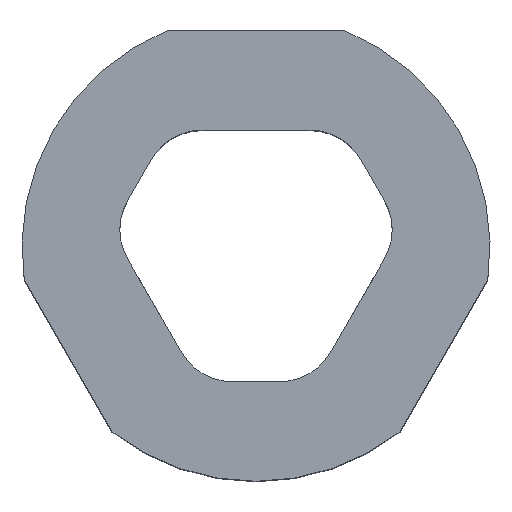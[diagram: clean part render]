
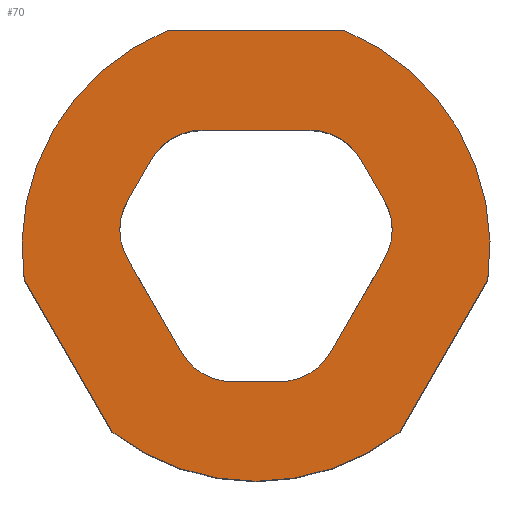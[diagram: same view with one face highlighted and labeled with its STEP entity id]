
A CAD part, top view. The second image highlights one B-rep face of the part: STEP entity #70.
In plain terms, the highlighted planar face has unit normal (0, 0, 1).
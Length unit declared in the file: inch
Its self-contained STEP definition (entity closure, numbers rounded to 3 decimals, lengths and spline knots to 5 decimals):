
#70=ADVANCED_FACE('',(#108,#109),#96,.T.);
#96=PLANE('',#554);
#108=FACE_BOUND('',#142,.T.);
#109=FACE_BOUND('',#143,.T.);
#142=EDGE_LOOP('',(#234,#235,#236,#237,#238,#239,#240,#241,#242,#243,#244,
#245));
#143=EDGE_LOOP('',(#246,#247,#248,#249,#250,#251));
#195=CIRCLE('',#545,0.5);
#196=CIRCLE('',#546,0.5);
#197=CIRCLE('',#547,0.5);
#198=CIRCLE('',#548,0.5);
#199=CIRCLE('',#549,0.5);
#200=CIRCLE('',#550,0.5);
#201=CIRCLE('',#551,2.);
#202=CIRCLE('',#552,2.);
#203=CIRCLE('',#553,2.);
#234=ORIENTED_EDGE('',*,*,#414,.F.);
#235=ORIENTED_EDGE('',*,*,#415,.T.);
#236=ORIENTED_EDGE('',*,*,#416,.T.);
#237=ORIENTED_EDGE('',*,*,#417,.T.);
#238=ORIENTED_EDGE('',*,*,#418,.F.);
#239=ORIENTED_EDGE('',*,*,#419,.T.);
#240=ORIENTED_EDGE('',*,*,#420,.T.);
#241=ORIENTED_EDGE('',*,*,#421,.T.);
#242=ORIENTED_EDGE('',*,*,#422,.F.);
#243=ORIENTED_EDGE('',*,*,#423,.T.);
#244=ORIENTED_EDGE('',*,*,#424,.T.);
#245=ORIENTED_EDGE('',*,*,#425,.T.);
#246=ORIENTED_EDGE('',*,*,#426,.F.);
#247=ORIENTED_EDGE('',*,*,#427,.T.);
#248=ORIENTED_EDGE('',*,*,#428,.F.);
#249=ORIENTED_EDGE('',*,*,#429,.T.);
#250=ORIENTED_EDGE('',*,*,#430,.F.);
#251=ORIENTED_EDGE('',*,*,#431,.F.);
#366=VERTEX_POINT('',#780);
#367=VERTEX_POINT('',#781);
#368=VERTEX_POINT('',#783);
#369=VERTEX_POINT('',#785);
#370=VERTEX_POINT('',#787);
#371=VERTEX_POINT('',#789);
#372=VERTEX_POINT('',#791);
#373=VERTEX_POINT('',#793);
#374=VERTEX_POINT('',#795);
#375=VERTEX_POINT('',#797);
#376=VERTEX_POINT('',#799);
#377=VERTEX_POINT('',#801);
#378=VERTEX_POINT('',#804);
#379=VERTEX_POINT('',#805);
#380=VERTEX_POINT('',#807);
#381=VERTEX_POINT('',#809);
#382=VERTEX_POINT('',#811);
#383=VERTEX_POINT('',#813);
#414=EDGE_CURVE('',#366,#367,#471,.T.);
#415=EDGE_CURVE('',#366,#368,#195,.T.);
#416=EDGE_CURVE('',#368,#369,#472,.T.);
#417=EDGE_CURVE('',#369,#370,#196,.T.);
#418=EDGE_CURVE('',#371,#370,#473,.T.);
#419=EDGE_CURVE('',#371,#372,#197,.T.);
#420=EDGE_CURVE('',#372,#373,#474,.T.);
#421=EDGE_CURVE('',#373,#374,#198,.T.);
#422=EDGE_CURVE('',#375,#374,#475,.T.);
#423=EDGE_CURVE('',#375,#376,#199,.T.);
#424=EDGE_CURVE('',#376,#377,#476,.T.);
#425=EDGE_CURVE('',#377,#367,#200,.T.);
#426=EDGE_CURVE('',#378,#379,#477,.T.);
#427=EDGE_CURVE('',#378,#380,#201,.T.);
#428=EDGE_CURVE('',#381,#380,#478,.T.);
#429=EDGE_CURVE('',#381,#382,#202,.T.);
#430=EDGE_CURVE('',#383,#382,#479,.T.);
#431=EDGE_CURVE('',#379,#383,#203,.T.);
#471=LINE('',#779,#507);
#472=LINE('',#784,#508);
#473=LINE('',#788,#509);
#474=LINE('',#792,#510);
#475=LINE('',#796,#511);
#476=LINE('',#800,#512);
#477=LINE('',#803,#513);
#478=LINE('',#808,#514);
#479=LINE('',#812,#515);
#507=VECTOR('',#622,1.);
#508=VECTOR('',#625,1.);
#509=VECTOR('',#628,1.);
#510=VECTOR('',#631,1.);
#511=VECTOR('',#634,1.);
#512=VECTOR('',#637,1.);
#513=VECTOR('',#640,1.);
#514=VECTOR('',#643,1.);
#515=VECTOR('',#646,1.);
#545=AXIS2_PLACEMENT_3D('',#782,#623,#624);
#546=AXIS2_PLACEMENT_3D('',#786,#626,#627);
#547=AXIS2_PLACEMENT_3D('',#790,#629,#630);
#548=AXIS2_PLACEMENT_3D('',#794,#632,#633);
#549=AXIS2_PLACEMENT_3D('',#798,#635,#636);
#550=AXIS2_PLACEMENT_3D('',#802,#638,#639);
#551=AXIS2_PLACEMENT_3D('',#806,#641,#642);
#552=AXIS2_PLACEMENT_3D('',#810,#644,#645);
#553=AXIS2_PLACEMENT_3D('',#814,#647,#648);
#554=AXIS2_PLACEMENT_3D('',#815,#649,#650);
#622=DIRECTION('',(-0.5,-0.866,0.));
#623=DIRECTION('',(0.,0.,-1.));
#624=DIRECTION('',(1.,0.,0.));
#625=DIRECTION('',(1.,0.,0.));
#626=DIRECTION('',(0.,0.,-1.));
#627=DIRECTION('',(1.,0.,0.));
#628=DIRECTION('',(-0.5,0.866,0.));
#629=DIRECTION('',(0.,0.,-1.));
#630=DIRECTION('',(1.,0.,0.));
#631=DIRECTION('',(-0.5,-0.866,0.));
#632=DIRECTION('',(0.,0.,-1.));
#633=DIRECTION('',(1.,0.,0.));
#634=DIRECTION('',(1.,0.,0.));
#635=DIRECTION('',(0.,0.,-1.));
#636=DIRECTION('',(1.,0.,0.));
#637=DIRECTION('',(-0.5,0.866,0.));
#638=DIRECTION('',(0.,0.,-1.));
#639=DIRECTION('',(1.,0.,0.));
#640=DIRECTION('',(1.,0.,0.));
#641=DIRECTION('',(0.,0.,1.));
#642=DIRECTION('',(1.,0.,0.));
#643=DIRECTION('',(-0.5,0.866,0.));
#644=DIRECTION('',(0.,0.,1.));
#645=DIRECTION('',(1.,0.,0.));
#646=DIRECTION('',(-0.5,-0.866,0.));
#647=DIRECTION('',(0.,0.,-1.));
#648=DIRECTION('',(1.,0.,0.));
#649=DIRECTION('',(0.,0.,1.));
#650=DIRECTION('',(1.,0.,0.));
#779=CARTESIAN_POINT('',(-1.24103,0.14952,1.));
#780=CARTESIAN_POINT('',(-0.89434,0.75,1.));
#781=CARTESIAN_POINT('',(-1.09669,0.39952,1.));
#782=CARTESIAN_POINT('',(-0.46132,0.5,1.));
#783=CARTESIAN_POINT('',(-0.46132,1.,1.));
#784=CARTESIAN_POINT('',(-0.75,1.,1.));
#785=CARTESIAN_POINT('',(0.46132,1.,1.));
#786=CARTESIAN_POINT('',(0.46132,0.5,1.));
#787=CARTESIAN_POINT('',(0.89434,0.75,1.));
#788=CARTESIAN_POINT('',(0.75,1.,1.));
#789=CARTESIAN_POINT('',(1.09669,0.39952,1.));
#790=CARTESIAN_POINT('',(0.66368,0.14952,1.));
#791=CARTESIAN_POINT('',(1.09669,-0.10048,1.));
#792=CARTESIAN_POINT('',(1.24103,0.14952,1.));
#793=CARTESIAN_POINT('',(0.63536,-0.89952,1.));
#794=CARTESIAN_POINT('',(0.20235,-0.64952,1.));
#795=CARTESIAN_POINT('',(0.20235,-1.14952,1.));
#796=CARTESIAN_POINT('',(0.49103,-1.14952,1.));
#797=CARTESIAN_POINT('',(-0.20235,-1.14952,1.));
#798=CARTESIAN_POINT('',(-0.20235,-0.64952,1.));
#799=CARTESIAN_POINT('',(-0.63536,-0.89952,1.));
#800=CARTESIAN_POINT('',(-0.49103,-1.14952,1.));
#801=CARTESIAN_POINT('',(-1.09669,-0.10048,1.));
#802=CARTESIAN_POINT('',(-0.66368,0.14952,1.));
#803=CARTESIAN_POINT('',(0.75,1.85405,1.));
#804=CARTESIAN_POINT('',(-0.75,1.85405,1.));
#805=CARTESIAN_POINT('',(0.75,1.85405,1.));
#806=CARTESIAN_POINT('',(0.,0.,1.));
#807=CARTESIAN_POINT('',(-1.98065,-0.27751,1.));
#808=CARTESIAN_POINT('',(-1.98065,-0.27751,1.));
#809=CARTESIAN_POINT('',(-1.23065,-1.57654,1.));
#810=CARTESIAN_POINT('',(0.,0.,1.));
#811=CARTESIAN_POINT('',(1.23065,-1.57654,1.));
#812=CARTESIAN_POINT('',(1.23065,-1.57654,1.));
#813=CARTESIAN_POINT('',(1.98065,-0.27751,1.));
#814=CARTESIAN_POINT('',(0.,0.,1.));
#815=CARTESIAN_POINT('',(0.,1.85405,1.));
